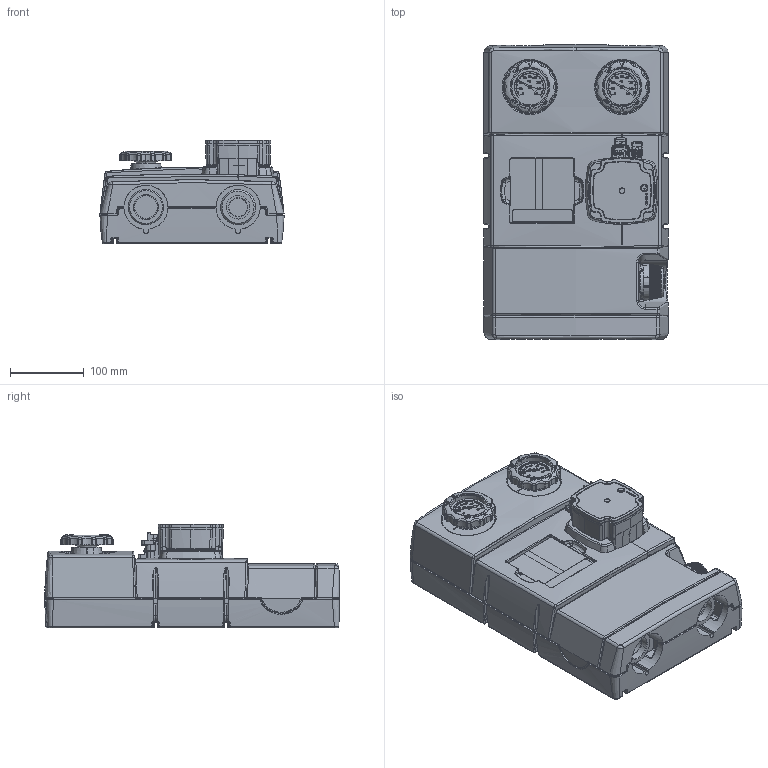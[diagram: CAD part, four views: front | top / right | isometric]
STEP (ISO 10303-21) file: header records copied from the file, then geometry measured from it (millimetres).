
FILE_DESCRIPTION(('CATIA V5 STEP Exchange'),'2;1');
FILE_NAME('61020400 GFA112 DN32.stp','2016-02-10T08:09:56+00:00',('none'),('none'),'CATIA Version 5 Release 20 SP 6 (IN-10)','CATIA V5 STEP AP214','none');
FILE_SCHEMA(('AUTOMOTIVE_DESIGN { 1 0 10303 214 1 1 1 1 }'));
Length unit declared in the file: millimetre
Products named in the file (1): GFA111_AllCATPart
Bounding box: 249.94 x 400.18 x 140.85 mm (x, y, z)
Volume: 8725381.6 mm3; surface area: 570429 mm2
Topology: 2 solids, 44 shells, 8201 faces, 21644 edges, 13779 vertices
Faces by surface type: plane 3356, bspline 1749, cylinder 1334, torus 587, cone 554, sphere 250, extrusion 232, revolution 139
Entity records: 390640 total; most frequent: CARTESIAN_POINT 184792, ORIENTED_EDGE 42882, DIRECTION 21909, EDGE_CURVE 21441, VERTEX_POINT 13759, B_SPLINE_CURVE_WITH_KNOTS 10036, AXIS2_PLACEMENT_3D 8871, EDGE_LOOP 8714
